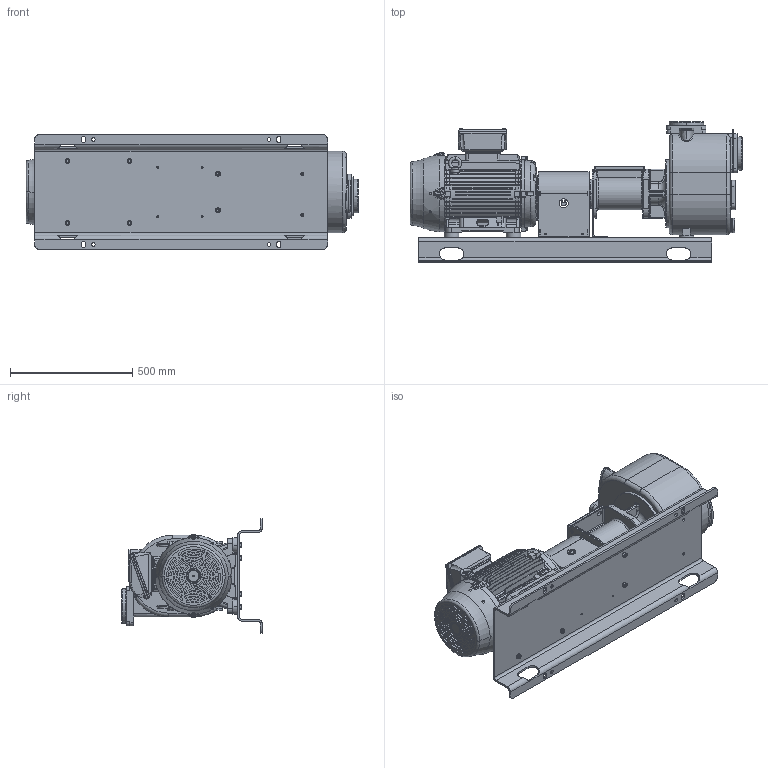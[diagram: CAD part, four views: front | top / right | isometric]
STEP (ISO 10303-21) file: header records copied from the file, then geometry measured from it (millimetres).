
FILE_DESCRIPTION((''),'2;1');
FILE_NAME('S108_K_BIT','2020-04-14T16:24:30',('Nicola'),(''),'CREO PARAMETRIC BY PTC INC, 2019471','CREO PARAMETRIC BY PTC INC, 2019471','');
FILE_SCHEMA(('CONFIG_CONTROL_DESIGN'));
Products named in the file (1): S108_K_BIT
Bounding box: 1360.15 x 574.5 x 470 mm (x, y, z)
Volume: 82630772.9 mm3; surface area: 4489766.2 mm2
Topology: 2 solids, 2 shells, 3245 faces, 8782 edges, 5617 vertices
Faces by surface type: plane 1386, cylinder 1059, cone 405, bspline 259, torus 98, sphere 14, extrusion 12, revolution 12
Entity records: 137491 total; most frequent: CARTESIAN_POINT 57607, ORIENTED_EDGE 17510, DIRECTION 15756, EDGE_CURVE 8755, AXIS2_PLACEMENT_3D 5857, VERTEX_POINT 5617, VECTOR 4030, LINE 4018
